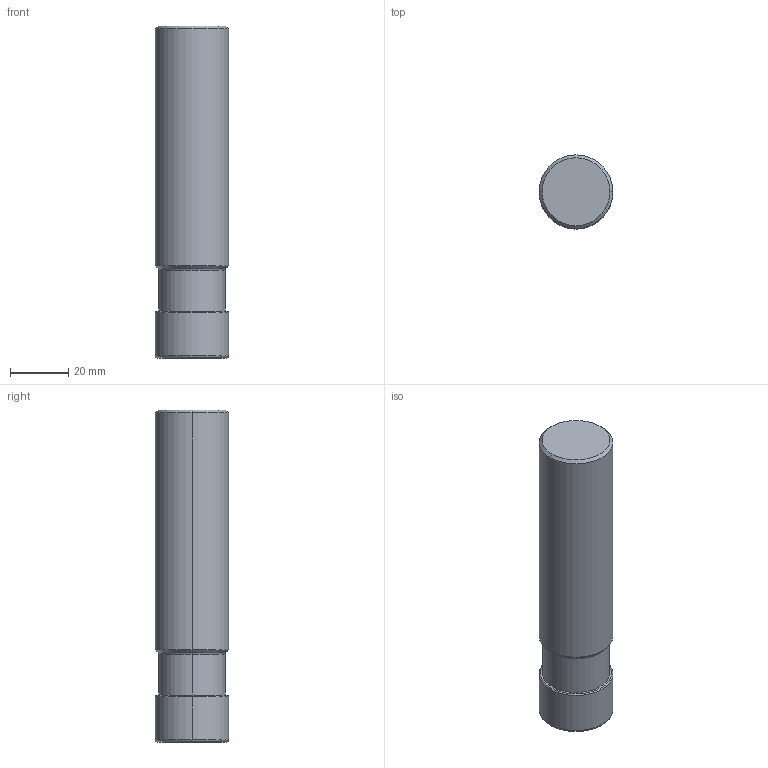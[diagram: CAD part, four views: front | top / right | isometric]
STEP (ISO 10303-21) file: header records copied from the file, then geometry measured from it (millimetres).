
FILE_DESCRIPTION(/* description */ (''),/* implementation_level */ '2;1');
FILE_NAME(/* name */ 'APX4000UR162SA16SA_IR0_031.stp',/* time_stamp */ '2021-09-08T11:43:19+09:00',/* author */ (''),/* organization */ (''),/* preprocessor_version */ 'ST-DEVELOPER v16',/* originating_system */ 'SIEMENS PLM Software NX 10.0',/* authorisation */ '');
FILE_SCHEMA (('AUTOMOTIVE_DESIGN { 1 0 10303 214 3 1 1 1 }'));
Length unit declared in the file: millimetre
Products named in the file (1): APX4000UR162SA16SA_IR0_031_ASM
Bounding box: 25.4 x 25.4 x 114.3 mm (x, y, z)
Volume: 62340.1 mm3; surface area: 12247.6 mm2
Topology: 2 solids, 2 shells, 54 faces, 122 edges, 89 vertices
Faces by surface type: torus 22, cone 18, cylinder 6, plane 4, bspline 4
Entity records: 1770 total; most frequent: CARTESIAN_POINT 366, DIRECTION 333, ORIENTED_EDGE 216, AXIS2_PLACEMENT_3D 152, EDGE_CURVE 108, CIRCLE 91, VERTEX_POINT 58, EDGE_LOOP 56
